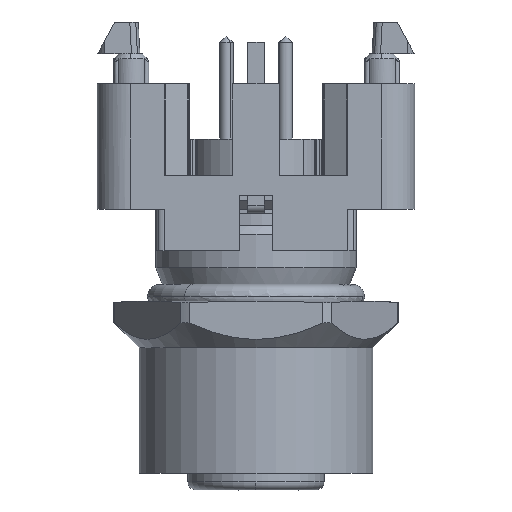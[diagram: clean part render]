
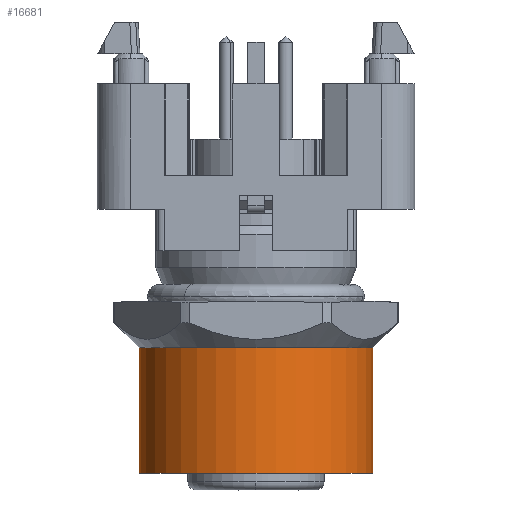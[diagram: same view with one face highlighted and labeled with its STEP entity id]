
A CAD part, front view. The second image highlights one B-rep face of the part: STEP entity #16681.
In plain terms, the highlighted cylindrical face has radius 7 mm (diameter 14 mm), a partial arc.
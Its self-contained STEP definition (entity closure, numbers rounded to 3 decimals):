
#16230=AXIS2_PLACEMENT_3D('Circle Axis2P3D',#16228,#16229,$) ;
#16668=AXIS2_PLACEMENT_3D('Cylinder Axis2P3D',#16665,#16666,#16667) ;
#16672=AXIS2_PLACEMENT_3D('Circle Axis2P3D',#16670,#16671,$) ;
#16223=CARTESIAN_POINT('Vertex',(2.47,8.5,8.5)) ;
#16225=CARTESIAN_POINT('Vertex',(16.47,8.5,8.5)) ;
#16228=CARTESIAN_POINT('Axis2P3D Location',(9.47,8.5,8.5)) ;
#16638=CARTESIAN_POINT('Line Origine',(2.47,8.5,4.75)) ;
#16642=CARTESIAN_POINT('Vertex',(2.47,8.5,1.)) ;
#16645=CARTESIAN_POINT('Line Origine',(16.47,8.5,4.75)) ;
#16649=CARTESIAN_POINT('Vertex',(16.47,8.5,1.)) ;
#16665=CARTESIAN_POINT('Axis2P3D Location',(9.47,8.5,4.75)) ;
#16670=CARTESIAN_POINT('Axis2P3D Location',(9.47,8.5,1.)) ;
#16229=DIRECTION('Axis2P3D Direction',(0.,0.,-1.)) ;
#16639=DIRECTION('Vector Direction',(0.,0.,-1.)) ;
#16646=DIRECTION('Vector Direction',(0.,0.,-1.)) ;
#16666=DIRECTION('Axis2P3D Direction',(0.,0.,-1.)) ;
#16667=DIRECTION('Axis2P3D XDirection',(1.,0.,0.)) ;
#16671=DIRECTION('Axis2P3D Direction',(0.,0.,-1.)) ;
#16640=VECTOR('Line Direction',#16639,1.) ;
#16647=VECTOR('Line Direction',#16646,1.) ;
#16676=ORIENTED_EDGE('',*,*,#16651,.T.) ;
#16677=ORIENTED_EDGE('',*,*,#16232,.T.) ;
#16678=ORIENTED_EDGE('',*,*,#16644,.T.) ;
#16679=ORIENTED_EDGE('',*,*,#16674,.F.) ;
#16681=ADVANCED_FACE('V1',(#16680),#16669,.T.) ;
#16231=CIRCLE('generated circle',#16230,7.) ;
#16673=CIRCLE('generated circle',#16672,7.) ;
#16669=CYLINDRICAL_SURFACE('generated cylinder',#16668,7.) ;
#16232=EDGE_CURVE('',#16226,#16224,#16231,.T.) ;
#16644=EDGE_CURVE('',#16224,#16643,#16641,.T.) ;
#16651=EDGE_CURVE('',#16650,#16226,#16648,.F.) ;
#16674=EDGE_CURVE('',#16650,#16643,#16673,.T.) ;
#16675=EDGE_LOOP('',(#16676,#16677,#16678,#16679)) ;
#16680=FACE_OUTER_BOUND('',#16675,.T.) ;
#16641=LINE('Line',#16638,#16640) ;
#16648=LINE('Line',#16645,#16647) ;
#16224=VERTEX_POINT('',#16223) ;
#16226=VERTEX_POINT('',#16225) ;
#16643=VERTEX_POINT('',#16642) ;
#16650=VERTEX_POINT('',#16649) ;
